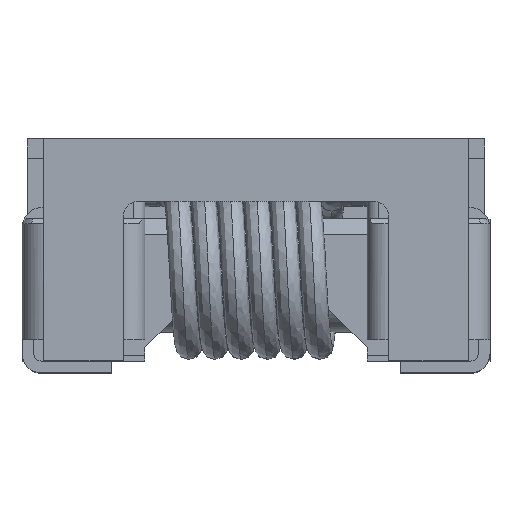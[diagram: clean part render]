
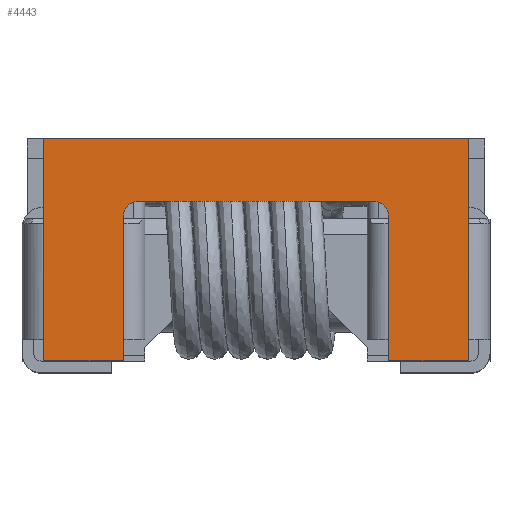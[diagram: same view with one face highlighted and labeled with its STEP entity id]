
A CAD part, top view. The second image highlights one B-rep face of the part: STEP entity #4443.
In plain terms, the highlighted planar face has unit normal (0, 0, 1).
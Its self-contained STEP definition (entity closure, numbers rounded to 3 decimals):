
#83 = EDGE_CURVE ( 'NONE', #11890, #9397, #3340, .T. ) ;
#138 = CARTESIAN_POINT ( 'NONE',  ( 3.4, 6., 5.5 ) ) ;
#188 = CARTESIAN_POINT ( 'NONE',  ( -3.4, 0.3, 5.5 ) ) ;
#377 = EDGE_CURVE ( 'NONE', #8657, #11890, #8797, .T. ) ;
#1239 = CARTESIAN_POINT ( 'NONE',  ( 5.45, 6., 5.5 ) ) ;
#1261 = CARTESIAN_POINT ( 'NONE',  ( -5.45, 0.3, 5.5 ) ) ;
#1272 = VECTOR ( 'NONE', #12324, 1000. ) ;
#1323 = VERTEX_POINT ( 'NONE', #1239 ) ;
#1713 = DIRECTION ( 'NONE',  ( 1., 0., 0. ) ) ;
#1814 = CARTESIAN_POINT ( 'NONE',  ( -6., 0.3, 5.5 ) ) ;
#1873 = PLANE ( 'NONE',  #4284 ) ;
#2324 = VERTEX_POINT ( 'NONE', #9779 ) ;
#2469 = AXIS2_PLACEMENT_3D ( 'NONE', #7822, #3827, #1713 ) ;
#2472 = CIRCLE ( 'NONE', #2469, 0.4 ) ;
#2730 = ORIENTED_EDGE ( 'NONE', *, *, #4573, .F. ) ;
#2846 = CARTESIAN_POINT ( 'NONE',  ( 5.45, 0.3, 5.5 ) ) ;
#2856 = EDGE_CURVE ( 'NONE', #2324, #6503, #2472, .T. ) ;
#2860 = ORIENTED_EDGE ( 'NONE', *, *, #9728, .T. ) ;
#2997 = DIRECTION ( 'NONE',  ( 1., 0., 0. ) ) ;
#3033 = EDGE_CURVE ( 'NONE', #11405, #2324, #4390, .T. ) ;
#3236 = VERTEX_POINT ( 'NONE', #7181 ) ;
#3340 = LINE ( 'NONE', #138, #5111 ) ;
#3827 = DIRECTION ( 'NONE',  ( 0., 0., 1. ) ) ;
#3829 = EDGE_CURVE ( 'NONE', #9397, #11405, #7905, .T. ) ;
#3873 = ORIENTED_EDGE ( 'NONE', *, *, #12740, .F. ) ;
#3935 = DIRECTION ( 'NONE',  ( -1., 0., 0. ) ) ;
#4053 = CARTESIAN_POINT ( 'NONE',  ( -6., 4.4, 5.5 ) ) ;
#4246 = LINE ( 'NONE', #7245, #12048 ) ;
#4284 = AXIS2_PLACEMENT_3D ( 'NONE', #5894, #9049, #3935 ) ;
#4354 = CARTESIAN_POINT ( 'NONE',  ( -3.4, 4., 5.5 ) ) ;
#4390 = LINE ( 'NONE', #4053, #4547 ) ;
#4443 = ADVANCED_FACE ( 'NONE', ( #5588 ), #1873, .F. ) ;
#4547 = VECTOR ( 'NONE', #11124, 1000. ) ;
#4573 = EDGE_CURVE ( 'NONE', #10920, #9808, #6890, .T. ) ;
#4726 = CARTESIAN_POINT ( 'NONE',  ( 3., 4.4, 5.5 ) ) ;
#5111 = VECTOR ( 'NONE', #11588, 1000. ) ;
#5502 = VECTOR ( 'NONE', #7674, 1000. ) ;
#5588 = FACE_OUTER_BOUND ( 'NONE', #8447, .T. ) ;
#5596 = CARTESIAN_POINT ( 'NONE',  ( -5.45, 6., 5.5 ) ) ;
#5894 = CARTESIAN_POINT ( 'NONE',  ( -6., 6., 5.5 ) ) ;
#6275 = ORIENTED_EDGE ( 'NONE', *, *, #3033, .F. ) ;
#6462 = VECTOR ( 'NONE', #12255, 1000. ) ;
#6503 = VERTEX_POINT ( 'NONE', #4354 ) ;
#6714 = VECTOR ( 'NONE', #8296, 1000. ) ;
#6890 = LINE ( 'NONE', #8397, #1272 ) ;
#6975 = CARTESIAN_POINT ( 'NONE',  ( 3.4, 4., 5.5 ) ) ;
#7037 = DIRECTION ( 'NONE',  ( 0., 0., 1. ) ) ;
#7089 = ORIENTED_EDGE ( 'NONE', *, *, #83, .F. ) ;
#7181 = CARTESIAN_POINT ( 'NONE',  ( -5.45, 6., 5.5 ) ) ;
#7245 = CARTESIAN_POINT ( 'NONE',  ( 5.45, 6., 5.5 ) ) ;
#7296 = DIRECTION ( 'NONE',  ( 0., -1., 0. ) ) ;
#7674 = DIRECTION ( 'NONE',  ( 0., 1., 0. ) ) ;
#7822 = CARTESIAN_POINT ( 'NONE',  ( -3., 4., 5.5 ) ) ;
#7905 = CIRCLE ( 'NONE', #11452, 0.4 ) ;
#8278 = ORIENTED_EDGE ( 'NONE', *, *, #9103, .F. ) ;
#8296 = DIRECTION ( 'NONE',  ( 0., -1., 0. ) ) ;
#8397 = CARTESIAN_POINT ( 'NONE',  ( -6., 0.3, 5.5 ) ) ;
#8447 = EDGE_LOOP ( 'NONE', ( #2730, #3873, #10308, #6275, #12957, #7089, #11680, #8692, #2860, #8278 ) ) ;
#8657 = VERTEX_POINT ( 'NONE', #2846 ) ;
#8692 = ORIENTED_EDGE ( 'NONE', *, *, #9252, .F. ) ;
#8777 = CARTESIAN_POINT ( 'NONE',  ( 3.4, 0.3, 5.5 ) ) ;
#8797 = LINE ( 'NONE', #1814, #13094 ) ;
#8904 = DIRECTION ( 'NONE',  ( -1., 0., 0. ) ) ;
#8962 = LINE ( 'NONE', #11243, #6714 ) ;
#9049 = DIRECTION ( 'NONE',  ( 0., 0., -1. ) ) ;
#9103 = EDGE_CURVE ( 'NONE', #9808, #3236, #10930, .T. ) ;
#9252 = EDGE_CURVE ( 'NONE', #1323, #8657, #4246, .T. ) ;
#9397 = VERTEX_POINT ( 'NONE', #6975 ) ;
#9728 = EDGE_CURVE ( 'NONE', #1323, #3236, #12664, .T. ) ;
#9779 = CARTESIAN_POINT ( 'NONE',  ( -3., 4.4, 5.5 ) ) ;
#9808 = VERTEX_POINT ( 'NONE', #1261 ) ;
#10308 = ORIENTED_EDGE ( 'NONE', *, *, #2856, .F. ) ;
#10438 = CARTESIAN_POINT ( 'NONE',  ( 0., 6., 5.5 ) ) ;
#10920 = VERTEX_POINT ( 'NONE', #188 ) ;
#10930 = LINE ( 'NONE', #5596, #5502 ) ;
#11124 = DIRECTION ( 'NONE',  ( -1., 0., 0. ) ) ;
#11243 = CARTESIAN_POINT ( 'NONE',  ( -3.4, 6., 5.5 ) ) ;
#11245 = CARTESIAN_POINT ( 'NONE',  ( 3., 4., 5.5 ) ) ;
#11405 = VERTEX_POINT ( 'NONE', #4726 ) ;
#11452 = AXIS2_PLACEMENT_3D ( 'NONE', #11245, #7037, #2997 ) ;
#11588 = DIRECTION ( 'NONE',  ( 0., 1., 0. ) ) ;
#11680 = ORIENTED_EDGE ( 'NONE', *, *, #377, .F. ) ;
#11890 = VERTEX_POINT ( 'NONE', #8777 ) ;
#12048 = VECTOR ( 'NONE', #7296, 1000. ) ;
#12255 = DIRECTION ( 'NONE',  ( -1., 0., 0. ) ) ;
#12324 = DIRECTION ( 'NONE',  ( -1., 0., 0. ) ) ;
#12664 = LINE ( 'NONE', #10438, #6462 ) ;
#12740 = EDGE_CURVE ( 'NONE', #6503, #10920, #8962, .T. ) ;
#12957 = ORIENTED_EDGE ( 'NONE', *, *, #3829, .F. ) ;
#13094 = VECTOR ( 'NONE', #8904, 1000. ) ;
